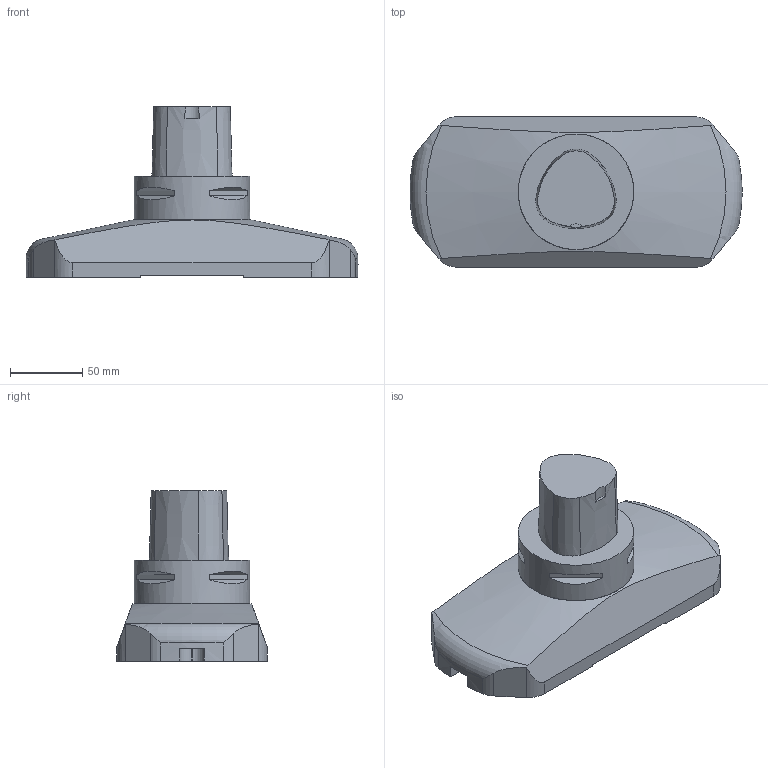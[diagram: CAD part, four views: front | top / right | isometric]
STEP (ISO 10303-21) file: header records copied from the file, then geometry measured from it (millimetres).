
FILE_DESCRIPTION(/* description */ (''),/* implementation_level */ '2;1');
FILE_NAME(/* name */ '1563180411324.stp',/* time_stamp */ '2019-07-15T10:46:57+02:00',/* author */ (''),/* organization */ ('SMS'),/* preprocessor_version */ 'ST-DEVELOPER v16.7',/* originating_system */ 'SIEMENS PLM Software NX 12.0',/* authorisation */ '');
FILE_SCHEMA (('AUTOMOTIVE_DESIGN { 1 0 10303 214 3 1 1 1 }'));
Length unit declared in the file: millimetre
Products named in the file (1): 111166624mod000_01
Bounding box: 229.93 x 104 x 118 mm (x, y, z)
Volume: 949671.5 mm3; surface area: 78692.4 mm2
Topology: 1 solids, 1 shells, 64 faces, 169 edges, 116 vertices
Faces by surface type: plane 36, cylinder 19, cone 7, torus 2
Full cylindrical faces by diameter (mm): 79.985 x1, 80 x1
Entity records: 2138 total; most frequent: CARTESIAN_POINT 466, DIRECTION 346, ORIENTED_EDGE 330, EDGE_CURVE 165, AXIS2_PLACEMENT_3D 129, VERTEX_POINT 111, LINE 88, VECTOR 88
